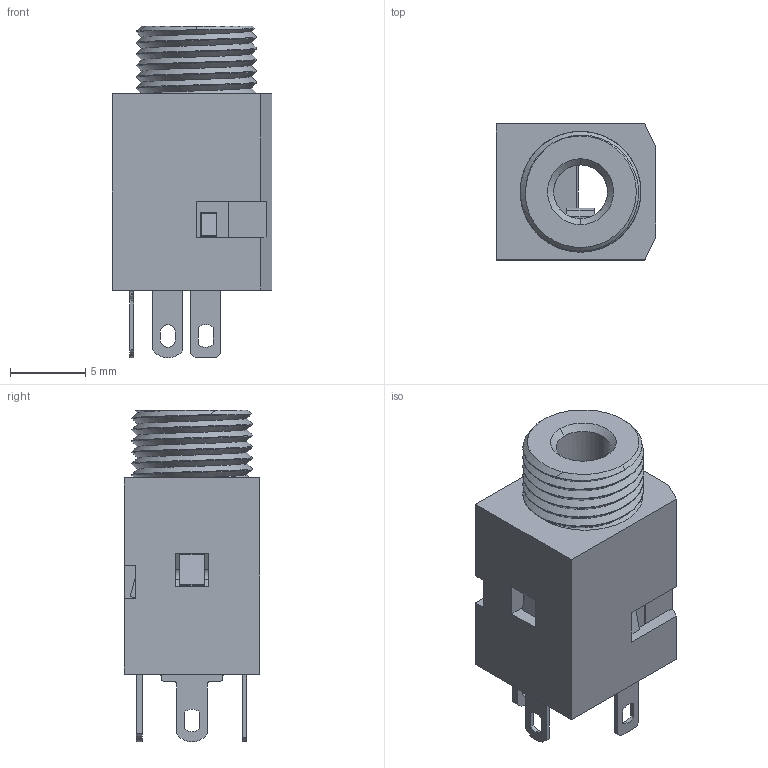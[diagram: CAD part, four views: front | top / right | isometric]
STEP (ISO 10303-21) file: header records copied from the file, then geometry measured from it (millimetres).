
FILE_DESCRIPTION (( 'STEP AP214' ), '1' );
FILE_NAME ('Same_Sky_SJ3-35052B.step', '2024-10-01T21:02:34', ( '' ), ( '' ), 'SwSTEP 2.0', 'SolidWorks 2024', '' );
FILE_SCHEMA (( 'AUTOMOTIVE_DESIGN' ));
Length unit declared in the file: inch
Products named in the file (1): Same_Sky_SJ3-35052B
Bounding box: 10.6 x 9 x 22 mm (x, y, z)
Volume: 795.4 mm3; surface area: 1994.4 mm2
Topology: 4 solids, 4 shells, 390 faces, 1051 edges, 669 vertices
Faces by surface type: plane 288, cylinder 78, bspline 14, cone 6, sphere 4
Entity records: 15367 total; most frequent: CARTESIAN_POINT 5636, ORIENTED_EDGE 2102, DIRECTION 1834, EDGE_CURVE 1051, VECTOR 858, LINE 858, VERTEX_POINT 669, AXIS2_PLACEMENT_3D 488
